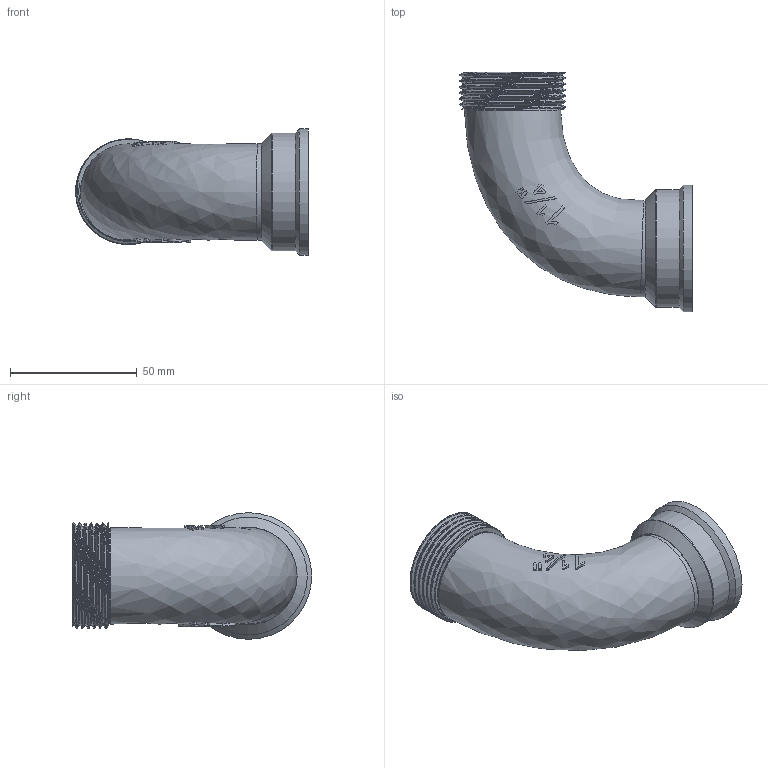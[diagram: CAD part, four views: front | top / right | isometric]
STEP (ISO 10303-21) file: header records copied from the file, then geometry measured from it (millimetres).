
FILE_DESCRIPTION(/* description */ (''),/* implementation_level */ '2;1');
FILE_NAME(/* name */ 'MF0402.040.040.step',/* time_stamp */ '2026-01-21T10:24:34+01:00',/* author */ (''),/* organization */ (''),/* preprocessor_version */ 'ST-DEVELOPER v20.1',/* originating_system */ 'Autodesk Translation Framework v14.21.0.0',/* authorisation */ '');
FILE_SCHEMA (('AUTOMOTIVE_DESIGN { 1 0 10303 214 3 1 1 }'));
Length unit declared in the file: millimetre
Products named in the file (1): 2026-01-20-16-17-40-034
Bounding box: 91.88 x 94.57 x 50 mm (x, y, z)
Volume: 44278.5 mm3; surface area: 31403.1 mm2
Topology: 1 solids, 1 shells, 126 faces, 322 edges, 211 vertices
Faces by surface type: bspline 94, cylinder 19, plane 6, cone 4, torus 3
Full cylindrical faces by diameter (mm): 33 x1, 38.952 x6, 39.272 x1, 41.91 x4, 46.5 x2, 50 x1
Entity records: 13105 total; most frequent: CARTESIAN_POINT 10686, ORIENTED_EDGE 644, EDGE_CURVE 322, B_SPLINE_CURVE_WITH_KNOTS 212, VERTEX_POINT 211, DIRECTION 201, EDGE_LOOP 141, FACE_OUTER_BOUND 126
